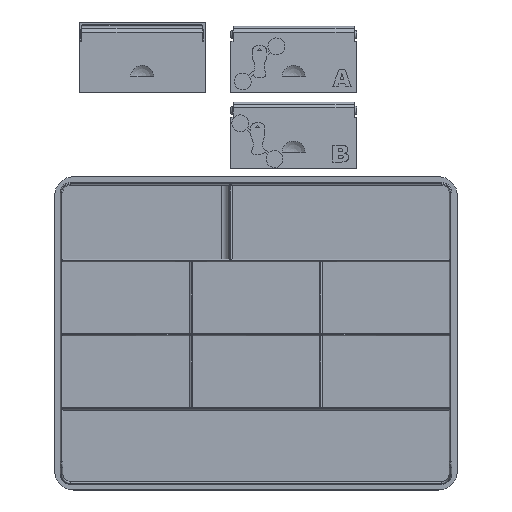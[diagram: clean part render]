
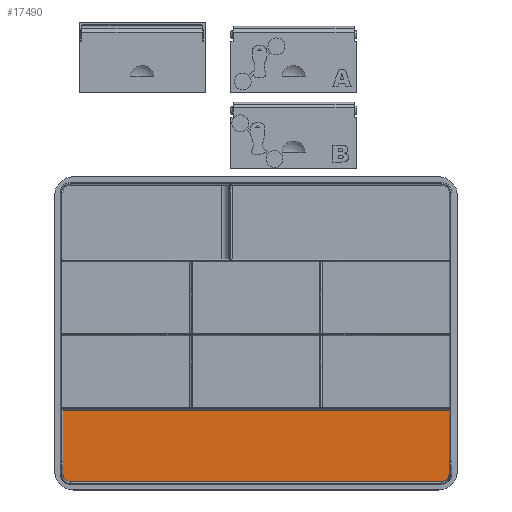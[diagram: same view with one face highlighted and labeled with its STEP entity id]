
A CAD part, top view. The second image highlights one B-rep face of the part: STEP entity #17490.
In plain terms, the highlighted planar face has unit normal (0, 0, 1).
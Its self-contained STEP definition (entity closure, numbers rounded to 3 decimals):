
#1470=CIRCLE('',#18854,4.5);
#1564=CIRCLE('',#19077,4.5);
#2330=FACE_OUTER_BOUND('',#3408,.T.);
#3408=EDGE_LOOP('',(#13880,#13881,#13882,#13883,#13884,#13885));
#4459=LINE('',#28960,#6010);
#4461=LINE('',#28964,#6012);
#4626=LINE('',#29562,#6177);
#4628=LINE('',#29568,#6179);
#6010=VECTOR('',#21719,10.);
#6012=VECTOR('',#21723,10.);
#6177=VECTOR('',#22326,10.);
#6179=VECTOR('',#22334,10.);
#7693=VERTEX_POINT('',#28952);
#7694=VERTEX_POINT('',#28954);
#7695=VERTEX_POINT('',#28958);
#7696=VERTEX_POINT('',#28962);
#7850=VERTEX_POINT('',#29560);
#7851=VERTEX_POINT('',#29564);
#9719=EDGE_CURVE('',#7694,#7693,#1470,.F.);
#9722=EDGE_CURVE('',#7693,#7695,#4459,.F.);
#9724=EDGE_CURVE('',#7695,#7696,#4461,.F.);
#9994=EDGE_CURVE('',#7696,#7850,#4626,.F.);
#9996=EDGE_CURVE('',#7850,#7851,#1564,.F.);
#9997=EDGE_CURVE('',#7851,#7694,#4628,.F.);
#13880=ORIENTED_EDGE('',*,*,#9996,.T.);
#13881=ORIENTED_EDGE('',*,*,#9997,.T.);
#13882=ORIENTED_EDGE('',*,*,#9719,.T.);
#13883=ORIENTED_EDGE('',*,*,#9722,.T.);
#13884=ORIENTED_EDGE('',*,*,#9724,.T.);
#13885=ORIENTED_EDGE('',*,*,#9994,.T.);
#16621=PLANE('',#19096);
#17490=ADVANCED_FACE('',(#2330),#16621,.F.);
#18854=AXIS2_PLACEMENT_3D('',#28955,#21713,#21714);
#19077=AXIS2_PLACEMENT_3D('',#29566,#22330,#22331);
#19096=AXIS2_PLACEMENT_3D('',#29608,#22385,#22386);
#21713=DIRECTION('center_axis',(0.,0.,-1.));
#21714=DIRECTION('ref_axis',(0.,-1.,0.));
#21719=DIRECTION('',(0.,-1.,0.));
#21723=DIRECTION('',(1.,0.,0.));
#22326=DIRECTION('',(0.,1.,0.));
#22330=DIRECTION('center_axis',(0.,0.,-1.));
#22331=DIRECTION('ref_axis',(-1.,0.,0.));
#22334=DIRECTION('',(-1.,0.,0.));
#22385=DIRECTION('center_axis',(0.,0.,-1.));
#22386=DIRECTION('ref_axis',(-1.,0.,0.));
#28952=CARTESIAN_POINT('',(114.75,-83.5,71.5));
#28954=CARTESIAN_POINT('',(110.25,-88.,71.5));
#28955=CARTESIAN_POINT('Origin',(110.25,-83.5,71.5));
#28958=CARTESIAN_POINT('',(114.75,-45.5,71.5));
#28960=CARTESIAN_POINT('',(114.75,-22.75,71.5));
#28962=CARTESIAN_POINT('',(-114.75,-45.5,71.5));
#28964=CARTESIAN_POINT('',(-57.375,-45.5,71.5));
#29560=CARTESIAN_POINT('',(-114.75,-83.5,71.5));
#29562=CARTESIAN_POINT('',(-114.75,-41.75,71.5));
#29564=CARTESIAN_POINT('',(-110.25,-88.,71.5));
#29566=CARTESIAN_POINT('Origin',(-110.25,-83.5,71.5));
#29568=CARTESIAN_POINT('',(55.125,-88.,71.5));
#29608=CARTESIAN_POINT('Origin',(0.,0.,
71.5));
